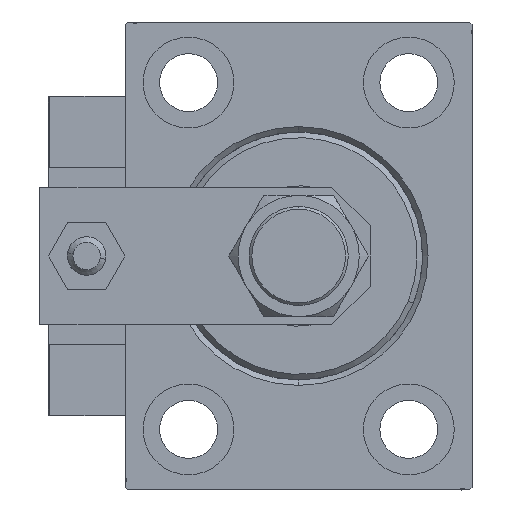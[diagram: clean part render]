
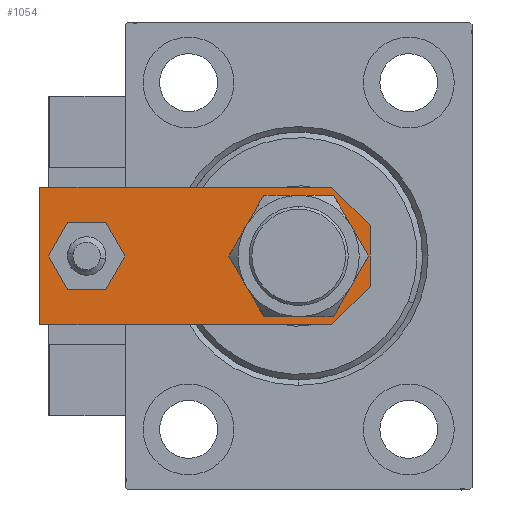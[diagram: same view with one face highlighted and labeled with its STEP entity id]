
A CAD part, left-side view. The second image highlights one B-rep face of the part: STEP entity #1054.
In plain terms, the highlighted face is planar.
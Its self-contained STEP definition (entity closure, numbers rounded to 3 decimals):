
#146 = CARTESIAN_POINT ( 'NONE',  ( -4., 51.5, 6. ) ) ;
#1054 = ADVANCED_FACE ( 'NONE', ( #51424, #48006, #35422 ), #27588, .T. ) ;
#1452 = CARTESIAN_POINT ( 'NONE',  ( 2.75, -2.75, 6. ) ) ;
#2386 = CARTESIAN_POINT ( 'NONE',  ( -8.25, 13., 6. ) ) ;
#4151 = DIRECTION ( 'NONE',  ( -1., 0., 0. ) ) ;
#4486 = AXIS2_PLACEMENT_3D ( 'NONE', #24559, #47872, #5208 ) ;
#4723 = EDGE_LOOP ( 'NONE', ( #22615, #38050, #30585, #25000, #5964, #21517 ) ) ;
#5206 = DIRECTION ( 'NONE',  ( 0., 0., 1. ) ) ;
#5208 = DIRECTION ( 'NONE',  ( 1., 0., 0. ) ) ;
#5964 = ORIENTED_EDGE ( 'NONE', *, *, #7402, .T. ) ;
#6226 = VERTEX_POINT ( 'NONE', #43645 ) ;
#7285 = CARTESIAN_POINT ( 'NONE',  ( -12.5, 60., 6. ) ) ;
#7402 = EDGE_CURVE ( 'NONE', #6226, #32255, #30437, .T. ) ;
#7614 = CARTESIAN_POINT ( 'NONE',  ( -12.5, 60., 6. ) ) ;
#8392 = EDGE_CURVE ( 'NONE', #35999, #6226, #13212, .T. ) ;
#8684 = CIRCLE ( 'NONE', #4486, 8.25 ) ;
#9212 = DIRECTION ( 'NONE',  ( 0., 0., 1. ) ) ;
#9845 = VECTOR ( 'NONE', #49905, 1000. ) ;
#11215 = LINE ( 'NONE', #7285, #32461 ) ;
#11254 = CARTESIAN_POINT ( 'NONE',  ( 8.25, 13., 6. ) ) ;
#12151 = EDGE_CURVE ( 'NONE', #43786, #35999, #18485, .T. ) ;
#12271 = CARTESIAN_POINT ( 'NONE',  ( 0., 13., 6. ) ) ;
#13212 = LINE ( 'NONE', #1452, #50748 ) ;
#14016 = DIRECTION ( 'NONE',  ( 1., 0., 0. ) ) ;
#16382 = CIRCLE ( 'NONE', #20563, 4. ) ;
#17130 = ORIENTED_EDGE ( 'NONE', *, *, #17943, .F. ) ;
#17383 = DIRECTION ( 'NONE',  ( 0.707, 0.707, 0. ) ) ;
#17575 = ORIENTED_EDGE ( 'NONE', *, *, #28457, .F. ) ;
#17780 = VERTEX_POINT ( 'NONE', #11254 ) ;
#17943 = EDGE_CURVE ( 'NONE', #33280, #17780, #8684, .T. ) ;
#17989 = CIRCLE ( 'NONE', #21306, 8.25 ) ;
#18485 = LINE ( 'NONE', #50427, #9845 ) ;
#18812 = LINE ( 'NONE', #34760, #27145 ) ;
#19084 = CARTESIAN_POINT ( 'NONE',  ( -12.5, 7., 6. ) ) ;
#19279 = VERTEX_POINT ( 'NONE', #46235 ) ;
#19732 = CIRCLE ( 'NONE', #49011, 4. ) ;
#20563 = AXIS2_PLACEMENT_3D ( 'NONE', #49884, #30487, #14016 ) ;
#21056 = EDGE_LOOP ( 'NONE', ( #17130, #28828 ) ) ;
#21306 = AXIS2_PLACEMENT_3D ( 'NONE', #12271, #5206, #44208 ) ;
#21460 = CARTESIAN_POINT ( 'NONE',  ( 12.5, 60., 6. ) ) ;
#21517 = ORIENTED_EDGE ( 'NONE', *, *, #24842, .T. ) ;
#22326 = CARTESIAN_POINT ( 'NONE',  ( 12.5, 0., 6. ) ) ;
#22615 = ORIENTED_EDGE ( 'NONE', *, *, #37026, .T. ) ;
#23869 = DIRECTION ( 'NONE',  ( 0.707, -0.707, 0. ) ) ;
#24518 = DIRECTION ( 'NONE',  ( 0., -1., 0. ) ) ;
#24559 = CARTESIAN_POINT ( 'NONE',  ( 0., 13., 6. ) ) ;
#24842 = EDGE_CURVE ( 'NONE', #32255, #43426, #18812, .T. ) ;
#25000 = ORIENTED_EDGE ( 'NONE', *, *, #8392, .T. ) ;
#25912 = EDGE_CURVE ( 'NONE', #17780, #33280, #17989, .T. ) ;
#27145 = VECTOR ( 'NONE', #4151, 1000. ) ;
#27588 = PLANE ( 'NONE',  #37694 ) ;
#27812 = EDGE_CURVE ( 'NONE', #19279, #36446, #19732, .T. ) ;
#28096 = DIRECTION ( 'NONE',  ( 1., 0., 0. ) ) ;
#28457 = EDGE_CURVE ( 'NONE', #36446, #19279, #16382, .T. ) ;
#28828 = ORIENTED_EDGE ( 'NONE', *, *, #25912, .F. ) ;
#30234 = CARTESIAN_POINT ( 'NONE',  ( 5.5, 0., 6. ) ) ;
#30437 = LINE ( 'NONE', #22326, #31695 ) ;
#30487 = DIRECTION ( 'NONE',  ( 0., 0., 1. ) ) ;
#30585 = ORIENTED_EDGE ( 'NONE', *, *, #12151, .T. ) ;
#30651 = EDGE_LOOP ( 'NONE', ( #17575, #42001 ) ) ;
#30968 = EDGE_CURVE ( 'NONE', #32301, #43786, #43775, .T. ) ;
#31695 = VECTOR ( 'NONE', #42495, 1000. ) ;
#32219 = CARTESIAN_POINT ( 'NONE',  ( -2.75, -2.75, 6. ) ) ;
#32255 = VERTEX_POINT ( 'NONE', #21460 ) ;
#32301 = VERTEX_POINT ( 'NONE', #19084 ) ;
#32461 = VECTOR ( 'NONE', #24518, 1000. ) ;
#33280 = VERTEX_POINT ( 'NONE', #2386 ) ;
#34760 = CARTESIAN_POINT ( 'NONE',  ( 12.5, 60., 6. ) ) ;
#35422 = FACE_BOUND ( 'NONE', #21056, .T. ) ;
#35999 = VERTEX_POINT ( 'NONE', #30234 ) ;
#36446 = VERTEX_POINT ( 'NONE', #146 ) ;
#37026 = EDGE_CURVE ( 'NONE', #43426, #32301, #11215, .T. ) ;
#37182 = DIRECTION ( 'NONE',  ( 1., 0., 0. ) ) ;
#37694 = AXIS2_PLACEMENT_3D ( 'NONE', #44075, #44347, #28096 ) ;
#38050 = ORIENTED_EDGE ( 'NONE', *, *, #30968, .T. ) ;
#39917 = VECTOR ( 'NONE', #23869, 1000. ) ;
#42001 = ORIENTED_EDGE ( 'NONE', *, *, #27812, .F. ) ;
#42495 = DIRECTION ( 'NONE',  ( 0., 1., 0. ) ) ;
#43426 = VERTEX_POINT ( 'NONE', #7614 ) ;
#43645 = CARTESIAN_POINT ( 'NONE',  ( 12.5, 7., 6. ) ) ;
#43775 = LINE ( 'NONE', #32219, #39917 ) ;
#43786 = VERTEX_POINT ( 'NONE', #48613 ) ;
#44075 = CARTESIAN_POINT ( 'NONE',  ( 0., 0., 6. ) ) ;
#44208 = DIRECTION ( 'NONE',  ( 1., 0., 0. ) ) ;
#44347 = DIRECTION ( 'NONE',  ( 0., 0., 1. ) ) ;
#45064 = CARTESIAN_POINT ( 'NONE',  ( 0., 51.5, 6. ) ) ;
#46235 = CARTESIAN_POINT ( 'NONE',  ( 4., 51.5, 6. ) ) ;
#47872 = DIRECTION ( 'NONE',  ( 0., 0., 1. ) ) ;
#48006 = FACE_OUTER_BOUND ( 'NONE', #4723, .T. ) ;
#48613 = CARTESIAN_POINT ( 'NONE',  ( -5.5, 0., 6. ) ) ;
#49011 = AXIS2_PLACEMENT_3D ( 'NONE', #45064, #9212, #37182 ) ;
#49884 = CARTESIAN_POINT ( 'NONE',  ( 0., 51.5, 6. ) ) ;
#49905 = DIRECTION ( 'NONE',  ( 1., 0., 0. ) ) ;
#50427 = CARTESIAN_POINT ( 'NONE',  ( -12.5, 0., 6. ) ) ;
#50748 = VECTOR ( 'NONE', #17383, 1000. ) ;
#51424 = FACE_BOUND ( 'NONE', #30651, .T. ) ;
